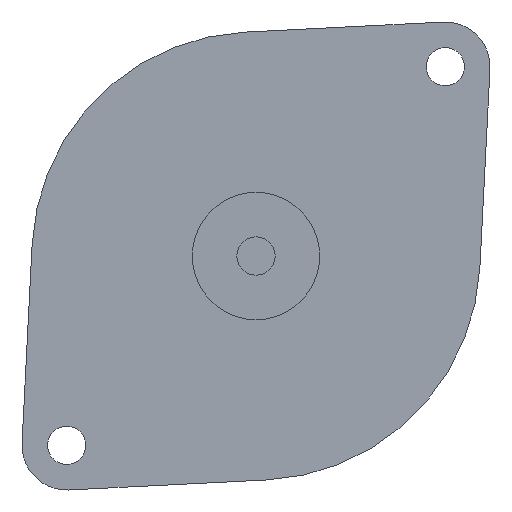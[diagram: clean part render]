
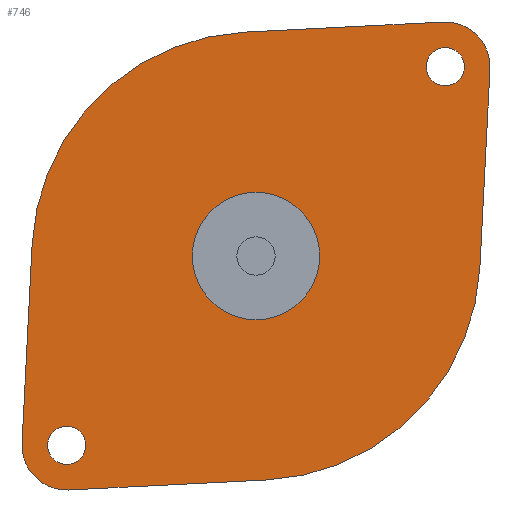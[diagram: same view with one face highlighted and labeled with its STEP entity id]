
A CAD part, front view. The second image highlights one B-rep face of the part: STEP entity #746.
In plain terms, the highlighted planar face has unit normal (0, -1, 0).
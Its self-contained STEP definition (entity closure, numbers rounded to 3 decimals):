
#20 = DIRECTION ( 'NONE',  ( 0., 0., -1. ) ) ;
#23 = VERTEX_POINT ( 'NONE', #965 ) ;
#38 = LINE ( 'NONE', #74, #637 ) ;
#39 = EDGE_CURVE ( 'NONE', #305, #1013, #403, .T. ) ;
#42 = DIRECTION ( 'NONE',  ( 0., -1., 0. ) ) ;
#45 = CARTESIAN_POINT ( 'NONE',  ( -18.345, -1., -14.672 ) ) ;
#61 = CARTESIAN_POINT ( 'NONE',  ( 17.554, -1., -0.892 ) ) ;
#64 = EDGE_CURVE ( 'NONE', #597, #928, #38, .T. ) ;
#71 = EDGE_CURVE ( 'NONE', #995, #412, #557, .T. ) ;
#74 = CARTESIAN_POINT ( 'NONE',  ( 14.672, -1., 18.345 ) ) ;
#78 = CARTESIAN_POINT ( 'NONE',  ( 14.672, -1., 18.345 ) ) ;
#79 = CIRCLE ( 'NONE', #823, 3.5 ) ;
#127 = AXIS2_PLACEMENT_3D ( 'NONE', #618, #526, #666 ) ;
#137 = DIRECTION ( 'NONE',  ( 0., -1., 0. ) ) ;
#142 = CIRCLE ( 'NONE', #902, 1.5 ) ;
#171 = DIRECTION ( 'NONE',  ( 0., 0., -1. ) ) ;
#184 = EDGE_CURVE ( 'NONE', #439, #597, #918, .T. ) ;
#185 = DIRECTION ( 'NONE',  ( 0.999, 0., 0.051 ) ) ;
#211 = ORIENTED_EDGE ( 'NONE', *, *, #441, .F. ) ;
#218 = CARTESIAN_POINT ( 'NONE',  ( 0., -1., 0. ) ) ;
#237 = CARTESIAN_POINT ( 'NONE',  ( 0.892, -1., -17.554 ) ) ;
#247 = CIRCLE ( 'NONE', #738, 17.577 ) ;
#271 = CARTESIAN_POINT ( 'NONE',  ( -14.672, -1., -18.345 ) ) ;
#275 = DIRECTION ( 'NONE',  ( -0.999, 0., -0.051 ) ) ;
#276 = FACE_BOUND ( 'NONE', #760, .T. ) ;
#305 = VERTEX_POINT ( 'NONE', #271 ) ;
#306 = DIRECTION ( 'NONE',  ( 0., 0., -1. ) ) ;
#332 = EDGE_CURVE ( 'NONE', #1013, #1066, #793, .T. ) ;
#336 = DIRECTION ( 'NONE',  ( 0., -1., 0. ) ) ;
#346 = AXIS2_PLACEMENT_3D ( 'NONE', #726, #911, #991 ) ;
#348 = AXIS2_PLACEMENT_3D ( 'NONE', #899, #545, #20 ) ;
#356 = EDGE_CURVE ( 'NONE', #928, #887, #247, .T. ) ;
#374 = DIRECTION ( 'NONE',  ( 0., 0., -1. ) ) ;
#392 = DIRECTION ( 'NONE',  ( 0.051, 0., 0.999 ) ) ;
#398 = ORIENTED_EDGE ( 'NONE', *, *, #39, .T. ) ;
#399 = CARTESIAN_POINT ( 'NONE',  ( -14.849, -1., -14.849 ) ) ;
#403 = LINE ( 'NONE', #777, #1111 ) ;
#409 = VERTEX_POINT ( 'NONE', #444 ) ;
#412 = VERTEX_POINT ( 'NONE', #789 ) ;
#439 = VERTEX_POINT ( 'NONE', #1057 ) ;
#441 = EDGE_CURVE ( 'NONE', #758, #850, #627, .T. ) ;
#442 = AXIS2_PLACEMENT_3D ( 'NONE', #804, #518, #533 ) ;
#444 = CARTESIAN_POINT ( 'NONE',  ( 0., -1., -5. ) ) ;
#452 = EDGE_LOOP ( 'NONE', ( #211, #883 ) ) ;
#454 = DIRECTION ( 'NONE',  ( 0., -1., 0. ) ) ;
#467 = CARTESIAN_POINT ( 'NONE',  ( 14.849, -1., 14.849 ) ) ;
#486 = DIRECTION ( 'NONE',  ( 0., 0., -1. ) ) ;
#489 = DIRECTION ( 'NONE',  ( 0., -1., 0. ) ) ;
#504 = FACE_BOUND ( 'NONE', #1050, .T. ) ;
#507 = ORIENTED_EDGE ( 'NONE', *, *, #71, .F. ) ;
#518 = DIRECTION ( 'NONE',  ( 0., -1., 0. ) ) ;
#526 = DIRECTION ( 'NONE',  ( 0., -1., 0. ) ) ;
#533 = DIRECTION ( 'NONE',  ( 0., 0., -1. ) ) ;
#545 = DIRECTION ( 'NONE',  ( 0., -1., 0. ) ) ;
#553 = LINE ( 'NONE', #45, #1031 ) ;
#557 = CIRCLE ( 'NONE', #346, 1.5 ) ;
#563 = EDGE_CURVE ( 'NONE', #409, #1139, #935, .T. ) ;
#569 = CARTESIAN_POINT ( 'NONE',  ( 14.849, -1., 14.849 ) ) ;
#570 = CARTESIAN_POINT ( 'NONE',  ( -17.554, -1., 0.892 ) ) ;
#572 = DIRECTION ( 'NONE',  ( -0.051, 0., -0.999 ) ) ;
#577 = CARTESIAN_POINT ( 'NONE',  ( -0.892, -1., 17.554 ) ) ;
#582 = CARTESIAN_POINT ( 'NONE',  ( -14.849, -1., -16.349 ) ) ;
#597 = VERTEX_POINT ( 'NONE', #78 ) ;
#610 = ORIENTED_EDGE ( 'NONE', *, *, #184, .T. ) ;
#618 = CARTESIAN_POINT ( 'NONE',  ( 14.849, -1., 14.849 ) ) ;
#627 = CIRCLE ( 'NONE', #127, 1.5 ) ;
#637 = VECTOR ( 'NONE', #275, 1000. ) ;
#639 = LINE ( 'NONE', #745, #791 ) ;
#640 = AXIS2_PLACEMENT_3D ( 'NONE', #467, #1001, #374 ) ;
#645 = ORIENTED_EDGE ( 'NONE', *, *, #563, .F. ) ;
#648 = AXIS2_PLACEMENT_3D ( 'NONE', #218, #830, #306 ) ;
#655 = DIRECTION ( 'NONE',  ( 0., 0., -1. ) ) ;
#666 = DIRECTION ( 'NONE',  ( 0., 0., -1. ) ) ;
#667 = CARTESIAN_POINT ( 'NONE',  ( 14.849, -1., 14.849 ) ) ;
#677 = EDGE_CURVE ( 'NONE', #850, #758, #142, .T. ) ;
#692 = EDGE_CURVE ( 'NONE', #1066, #694, #639, .T. ) ;
#694 = VERTEX_POINT ( 'NONE', #926 ) ;
#702 = ORIENTED_EDGE ( 'NONE', *, *, #852, .F. ) ;
#711 = EDGE_CURVE ( 'NONE', #887, #23, #553, .T. ) ;
#725 = CARTESIAN_POINT ( 'NONE',  ( 14.849, -1., 16.349 ) ) ;
#726 = CARTESIAN_POINT ( 'NONE',  ( -14.849, -1., -14.849 ) ) ;
#735 = FACE_BOUND ( 'NONE', #452, .T. ) ;
#738 = AXIS2_PLACEMENT_3D ( 'NONE', #1065, #454, #171 ) ;
#745 = CARTESIAN_POINT ( 'NONE',  ( 18.345, -1., 14.672 ) ) ;
#746 = ADVANCED_FACE ( 'NONE', ( #735, #1007, #504, #276 ), #1080, .T. ) ;
#757 = DIRECTION ( 'NONE',  ( 0., 0., -1. ) ) ;
#758 = VERTEX_POINT ( 'NONE', #725 ) ;
#760 = EDGE_LOOP ( 'NONE', ( #702, #645 ) ) ;
#777 = CARTESIAN_POINT ( 'NONE',  ( -14.672, -1., -18.345 ) ) ;
#789 = CARTESIAN_POINT ( 'NONE',  ( -14.849, -1., -13.349 ) ) ;
#791 = VECTOR ( 'NONE', #392, 1000. ) ;
#793 = CIRCLE ( 'NONE', #442, 17.577 ) ;
#804 = CARTESIAN_POINT ( 'NONE',  ( 0., -1., 0. ) ) ;
#807 = CIRCLE ( 'NONE', #946, 1.5 ) ;
#823 = AXIS2_PLACEMENT_3D ( 'NONE', #667, #137, #757 ) ;
#830 = DIRECTION ( 'NONE',  ( 0., -1., 0. ) ) ;
#840 = EDGE_LOOP ( 'NONE', ( #1086, #610, #986, #964, #957, #885, #398, #1073, #940 ) ) ;
#850 = VERTEX_POINT ( 'NONE', #916 ) ;
#852 = EDGE_CURVE ( 'NONE', #1139, #409, #1099, .T. ) ;
#868 = CARTESIAN_POINT ( 'NONE',  ( 0., -1., 0. ) ) ;
#883 = ORIENTED_EDGE ( 'NONE', *, *, #677, .F. ) ;
#885 = ORIENTED_EDGE ( 'NONE', *, *, #954, .T. ) ;
#887 = VERTEX_POINT ( 'NONE', #570 ) ;
#899 = CARTESIAN_POINT ( 'NONE',  ( 14.849, -1., 14.849 ) ) ;
#902 = AXIS2_PLACEMENT_3D ( 'NONE', #569, #42, #655 ) ;
#911 = DIRECTION ( 'NONE',  ( 0., -1., 0. ) ) ;
#916 = CARTESIAN_POINT ( 'NONE',  ( 14.849, -1., 13.349 ) ) ;
#918 = CIRCLE ( 'NONE', #640, 3.5 ) ;
#920 = EDGE_CURVE ( 'NONE', #412, #995, #807, .T. ) ;
#926 = CARTESIAN_POINT ( 'NONE',  ( 18.345, -1., 14.672 ) ) ;
#928 = VERTEX_POINT ( 'NONE', #577 ) ;
#931 = CARTESIAN_POINT ( 'NONE',  ( 0., -1., 5. ) ) ;
#935 = CIRCLE ( 'NONE', #1021, 5. ) ;
#940 = ORIENTED_EDGE ( 'NONE', *, *, #692, .T. ) ;
#946 = AXIS2_PLACEMENT_3D ( 'NONE', #399, #1023, #486 ) ;
#954 = EDGE_CURVE ( 'NONE', #23, #305, #1022, .T. ) ;
#957 = ORIENTED_EDGE ( 'NONE', *, *, #711, .T. ) ;
#959 = DIRECTION ( 'NONE',  ( 0., 0., -1. ) ) ;
#964 = ORIENTED_EDGE ( 'NONE', *, *, #356, .T. ) ;
#965 = CARTESIAN_POINT ( 'NONE',  ( -18.345, -1., -14.672 ) ) ;
#975 = EDGE_CURVE ( 'NONE', #694, #439, #79, .T. ) ;
#982 = ORIENTED_EDGE ( 'NONE', *, *, #920, .F. ) ;
#986 = ORIENTED_EDGE ( 'NONE', *, *, #64, .T. ) ;
#991 = DIRECTION ( 'NONE',  ( 0., 0., -1. ) ) ;
#995 = VERTEX_POINT ( 'NONE', #582 ) ;
#1001 = DIRECTION ( 'NONE',  ( 0., -1., 0. ) ) ;
#1007 = FACE_OUTER_BOUND ( 'NONE', #840, .T. ) ;
#1013 = VERTEX_POINT ( 'NONE', #237 ) ;
#1021 = AXIS2_PLACEMENT_3D ( 'NONE', #868, #336, #959 ) ;
#1022 = CIRCLE ( 'NONE', #1064, 3.5 ) ;
#1023 = DIRECTION ( 'NONE',  ( 0., -1., 0. ) ) ;
#1027 = CARTESIAN_POINT ( 'NONE',  ( -14.849, -1., -14.849 ) ) ;
#1031 = VECTOR ( 'NONE', #572, 1000. ) ;
#1050 = EDGE_LOOP ( 'NONE', ( #982, #507 ) ) ;
#1057 = CARTESIAN_POINT ( 'NONE',  ( 14.849, -1., 18.349 ) ) ;
#1064 = AXIS2_PLACEMENT_3D ( 'NONE', #1027, #489, #1109 ) ;
#1065 = CARTESIAN_POINT ( 'NONE',  ( 0., -1., 0. ) ) ;
#1066 = VERTEX_POINT ( 'NONE', #61 ) ;
#1073 = ORIENTED_EDGE ( 'NONE', *, *, #332, .T. ) ;
#1080 = PLANE ( 'NONE',  #348 ) ;
#1086 = ORIENTED_EDGE ( 'NONE', *, *, #975, .T. ) ;
#1099 = CIRCLE ( 'NONE', #648, 5. ) ;
#1109 = DIRECTION ( 'NONE',  ( 0., 0., -1. ) ) ;
#1111 = VECTOR ( 'NONE', #185, 1000. ) ;
#1139 = VERTEX_POINT ( 'NONE', #931 ) ;
